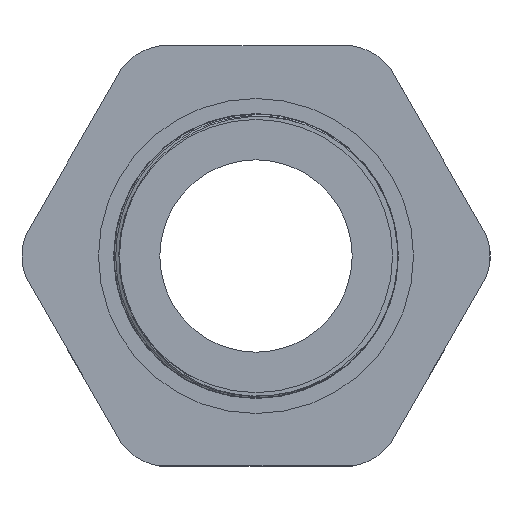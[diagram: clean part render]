
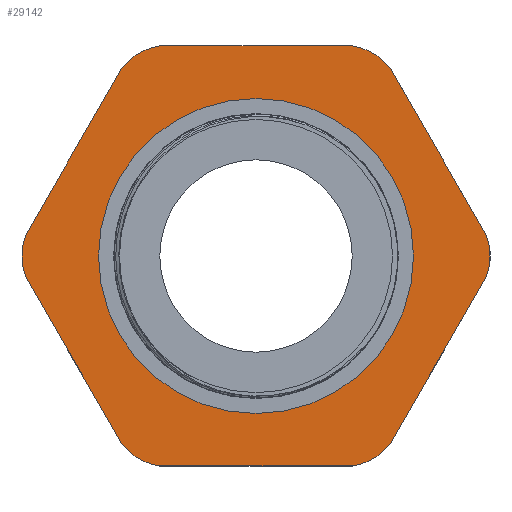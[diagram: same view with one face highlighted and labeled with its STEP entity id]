
A CAD part, front view. The second image highlights one B-rep face of the part: STEP entity #29142.
In plain terms, the highlighted planar face has unit normal (0, -1, 0).
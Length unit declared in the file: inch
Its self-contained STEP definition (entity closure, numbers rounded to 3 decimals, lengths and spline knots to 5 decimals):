
#9 = CARTESIAN_POINT ( 'NONE',  ( -1.37213, 0.89, -2.99967 ) ) ;
#11 = ORIENTED_EDGE ( 'NONE', *, *, #16881, .T. ) ;
#301 = ORIENTED_EDGE ( 'NONE', *, *, #12354, .T. ) ;
#551 = EDGE_CURVE ( 'NONE', #9017, #25303, #24999, .T. ) ;
#774 = DIRECTION ( 'NONE',  ( 0., 0., 1. ) ) ;
#1423 = CARTESIAN_POINT ( 'NONE',  ( 0., 0.89, 0. ) ) ;
#2050 = DIRECTION ( 'NONE',  ( 0., -1., 0. ) ) ;
#2306 = CARTESIAN_POINT ( 'NONE',  ( -1.37213, 0.89, 3.00119 ) ) ;
#2527 = LINE ( 'NONE', #20255, #14336 ) ;
#2601 = DIRECTION ( 'NONE',  ( 0.5, 0., 0.866 ) ) ;
#2790 = CARTESIAN_POINT ( 'NONE',  ( 1.91246, 0.89, 2.68906 ) ) ;
#2844 = CARTESIAN_POINT ( 'NONE',  ( 1.26134, 0.89, 2.18571 ) ) ;
#2874 = ORIENTED_EDGE ( 'NONE', *, *, #27279, .F. ) ;
#3233 = ORIENTED_EDGE ( 'NONE', *, *, #8020, .T. ) ;
#3696 = CIRCLE ( 'NONE', #38725, 0.82299 ) ;
#4234 = AXIS2_PLACEMENT_3D ( 'NONE', #32502, #2050, #43130 ) ;
#4848 = VECTOR ( 'NONE', #42241, 39.37008 ) ;
#5277 = VERTEX_POINT ( 'NONE', #31890 ) ;
#5324 = FACE_OUTER_BOUND ( 'NONE', #37785, .T. ) ;
#5750 = ORIENTED_EDGE ( 'NONE', *, *, #22686, .T. ) ;
#5969 = VECTOR ( 'NONE', #22601, 39.37008 ) ;
#6004 = DIRECTION ( 'NONE',  ( 0., 0., 1. ) ) ;
#6494 = VECTOR ( 'NONE', #26031, 39.37008 ) ;
#7625 = CARTESIAN_POINT ( 'NONE',  ( -3.28455, 0.89, -0.31121 ) ) ;
#8020 = EDGE_CURVE ( 'NONE', #17517, #34906, #18186, .T. ) ;
#8062 = CARTESIAN_POINT ( 'NONE',  ( -1.91247, 0.89, -2.68771 ) ) ;
#8137 = CARTESIAN_POINT ( 'NONE',  ( -1.91247, 0.89, 2.68923 ) ) ;
#8583 = CIRCLE ( 'NONE', #4234, 2.25 ) ;
#9017 = VERTEX_POINT ( 'NONE', #8062 ) ;
#9282 = VERTEX_POINT ( 'NONE', #23627 ) ;
#9894 = ORIENTED_EDGE ( 'NONE', *, *, #551, .T. ) ;
#12354 = EDGE_CURVE ( 'NONE', #40744, #41071, #3696, .T. ) ;
#13044 = DIRECTION ( 'NONE',  ( 0., 0., 1. ) ) ;
#13216 = EDGE_CURVE ( 'NONE', #25303, #17517, #15591, .T. ) ;
#13331 = VERTEX_POINT ( 'NONE', #18992 ) ;
#13812 = EDGE_CURVE ( 'NONE', #41071, #31887, #22062, .T. ) ;
#13974 = LINE ( 'NONE', #38649, #4848 ) ;
#14336 = VECTOR ( 'NONE', #30745, 39.37008 ) ;
#14577 = CARTESIAN_POINT ( 'NONE',  ( -2.52298, 0.89, 0.00076 ) ) ;
#15591 = LINE ( 'NONE', #39237, #5969 ) ;
#15853 = CARTESIAN_POINT ( 'NONE',  ( 1.2614, 0.89, -2.18415 ) ) ;
#16881 = EDGE_CURVE ( 'NONE', #23287, #5277, #43993, .T. ) ;
#17517 = VERTEX_POINT ( 'NONE', #44126 ) ;
#18186 = CIRCLE ( 'NONE', #26038, 0.82299 ) ;
#18757 = ORIENTED_EDGE ( 'NONE', *, *, #40187, .T. ) ;
#18992 = CARTESIAN_POINT ( 'NONE',  ( 1.37221, 0.89, 3.00119 ) ) ;
#19166 = EDGE_CURVE ( 'NONE', #34040, #9017, #13974, .T. ) ;
#19794 = DIRECTION ( 'NONE',  ( 0., -1., 0. ) ) ;
#20255 = CARTESIAN_POINT ( 'NONE',  ( -1.37213, 0.89, 3.00119 ) ) ;
#20461 = EDGE_CURVE ( 'NONE', #36579, #9282, #8583, .T. ) ;
#20837 = VECTOR ( 'NONE', #2601, 39.37008 ) ;
#21476 = EDGE_CURVE ( 'NONE', #31887, #34040, #40633, .T. ) ;
#21871 = DIRECTION ( 'NONE',  ( 0., 1., 0. ) ) ;
#21948 = CIRCLE ( 'NONE', #23992, 0.82299 ) ;
#22062 = LINE ( 'NONE', #39382, #6494 ) ;
#22127 = ORIENTED_EDGE ( 'NONE', *, *, #19166, .T. ) ;
#22410 = DIRECTION ( 'NONE',  ( 0., 0., 1. ) ) ;
#22575 = AXIS2_PLACEMENT_3D ( 'NONE', #29832, #40163, #6004 ) ;
#22601 = DIRECTION ( 'NONE',  ( 1., 0., 0. ) ) ;
#22604 = DIRECTION ( 'NONE',  ( 0., 0., 1. ) ) ;
#22686 = EDGE_CURVE ( 'NONE', #5277, #36181, #22938, .T. ) ;
#22870 = AXIS2_PLACEMENT_3D ( 'NONE', #14577, #41992, #774 ) ;
#22938 = LINE ( 'NONE', #2790, #26139 ) ;
#23287 = VERTEX_POINT ( 'NONE', #41680 ) ;
#23627 = CARTESIAN_POINT ( 'NONE',  ( 0., 0.89, 2.25 ) ) ;
#23992 = AXIS2_PLACEMENT_3D ( 'NONE', #2844, #19794, #13044 ) ;
#24999 = CIRCLE ( 'NONE', #28351, 0.82299 ) ;
#25303 = VERTEX_POINT ( 'NONE', #9 ) ;
#25418 = DIRECTION ( 'NONE',  ( 0., -1., 0. ) ) ;
#25563 = EDGE_CURVE ( 'NONE', #13331, #40744, #2527, .T. ) ;
#26031 = DIRECTION ( 'NONE',  ( -0.5, 0., -0.866 ) ) ;
#26038 = AXIS2_PLACEMENT_3D ( 'NONE', #15853, #29653, #43586 ) ;
#26139 = VECTOR ( 'NONE', #33994, 39.37008 ) ;
#26183 = DIRECTION ( 'NONE',  ( 0., -1., 0. ) ) ;
#26681 = CARTESIAN_POINT ( 'NONE',  ( -3.28455, 0.89, 0.31273 ) ) ;
#27276 = ORIENTED_EDGE ( 'NONE', *, *, #31878, .T. ) ;
#27279 = EDGE_CURVE ( 'NONE', #9282, #36579, #42875, .T. ) ;
#28351 = AXIS2_PLACEMENT_3D ( 'NONE', #29329, #26183, #22604 ) ;
#28359 = CARTESIAN_POINT ( 'NONE',  ( 1.91246, 0.89, 2.68906 ) ) ;
#28390 = FACE_BOUND ( 'NONE', #41428, .T. ) ;
#29025 = ORIENTED_EDGE ( 'NONE', *, *, #13216, .T. ) ;
#29076 = ORIENTED_EDGE ( 'NONE', *, *, #25563, .T. ) ;
#29142 = ADVANCED_FACE ( 'NONE', ( #28390, #5324 ), #38654, .F. ) ;
#29329 = CARTESIAN_POINT ( 'NONE',  ( -1.26152, 0.89, -2.18415 ) ) ;
#29653 = DIRECTION ( 'NONE',  ( 0., -1., 0. ) ) ;
#29832 = CARTESIAN_POINT ( 'NONE',  ( 2.52286, 0.89, 0.00076 ) ) ;
#30628 = AXIS2_PLACEMENT_3D ( 'NONE', #32352, #21871, #42544 ) ;
#30745 = DIRECTION ( 'NONE',  ( -1., 0., 0. ) ) ;
#31810 = CARTESIAN_POINT ( 'NONE',  ( 0., 0.89, -2.25 ) ) ;
#31878 = EDGE_CURVE ( 'NONE', #36181, #13331, #21948, .T. ) ;
#31887 = VERTEX_POINT ( 'NONE', #26681 ) ;
#31890 = CARTESIAN_POINT ( 'NONE',  ( 3.28443, 0.89, 0.31273 ) ) ;
#32352 = CARTESIAN_POINT ( 'NONE',  ( 0., 0.89, 0. ) ) ;
#32502 = CARTESIAN_POINT ( 'NONE',  ( 0., 0.89, 0. ) ) ;
#33641 = CARTESIAN_POINT ( 'NONE',  ( 3.28443, 0.89, -0.31121 ) ) ;
#33683 = ORIENTED_EDGE ( 'NONE', *, *, #21476, .T. ) ;
#33724 = LINE ( 'NONE', #33641, #20837 ) ;
#33994 = DIRECTION ( 'NONE',  ( -0.5, 0., 0.866 ) ) ;
#34040 = VERTEX_POINT ( 'NONE', #7625 ) ;
#34906 = VERTEX_POINT ( 'NONE', #36361 ) ;
#34919 = DIRECTION ( 'NONE',  ( 0., -1., 0. ) ) ;
#36181 = VERTEX_POINT ( 'NONE', #28359 ) ;
#36361 = CARTESIAN_POINT ( 'NONE',  ( 1.91236, 0.89, -2.68771 ) ) ;
#36579 = VERTEX_POINT ( 'NONE', #31810 ) ;
#37781 = CARTESIAN_POINT ( 'NONE',  ( -1.26152, 0.89, 2.18567 ) ) ;
#37785 = EDGE_LOOP ( 'NONE', ( #11, #5750, #27276, #29076, #301, #37914, #33683, #22127, #9894, #29025, #3233, #18757 ) ) ;
#37914 = ORIENTED_EDGE ( 'NONE', *, *, #13812, .T. ) ;
#38361 = DIRECTION ( 'NONE',  ( 0., 0., 1. ) ) ;
#38649 = CARTESIAN_POINT ( 'NONE',  ( -1.91247, 0.89, -2.68771 ) ) ;
#38654 = PLANE ( 'NONE',  #30628 ) ;
#38712 = AXIS2_PLACEMENT_3D ( 'NONE', #1423, #25418, #22410 ) ;
#38725 = AXIS2_PLACEMENT_3D ( 'NONE', #37781, #34919, #38361 ) ;
#39237 = CARTESIAN_POINT ( 'NONE',  ( 1.37202, 0.89, -2.99967 ) ) ;
#39382 = CARTESIAN_POINT ( 'NONE',  ( -3.28455, 0.89, 0.31273 ) ) ;
#40163 = DIRECTION ( 'NONE',  ( 0., -1., 0. ) ) ;
#40187 = EDGE_CURVE ( 'NONE', #34906, #23287, #33724, .T. ) ;
#40633 = CIRCLE ( 'NONE', #22870, 0.82299 ) ;
#40744 = VERTEX_POINT ( 'NONE', #2306 ) ;
#41071 = VERTEX_POINT ( 'NONE', #8137 ) ;
#41428 = EDGE_LOOP ( 'NONE', ( #2874, #42228 ) ) ;
#41680 = CARTESIAN_POINT ( 'NONE',  ( 3.28443, 0.89, -0.31121 ) ) ;
#41992 = DIRECTION ( 'NONE',  ( 0., -1., 0. ) ) ;
#42228 = ORIENTED_EDGE ( 'NONE', *, *, #20461, .F. ) ;
#42241 = DIRECTION ( 'NONE',  ( 0.5, 0., -0.866 ) ) ;
#42544 = DIRECTION ( 'NONE',  ( 0., 0., 1. ) ) ;
#42875 = CIRCLE ( 'NONE', #38712, 2.25 ) ;
#43130 = DIRECTION ( 'NONE',  ( 0., 0., 1. ) ) ;
#43586 = DIRECTION ( 'NONE',  ( 0., 0., 1. ) ) ;
#43993 = CIRCLE ( 'NONE', #22575, 0.82299 ) ;
#44126 = CARTESIAN_POINT ( 'NONE',  ( 1.37202, 0.89, -2.99967 ) ) ;
